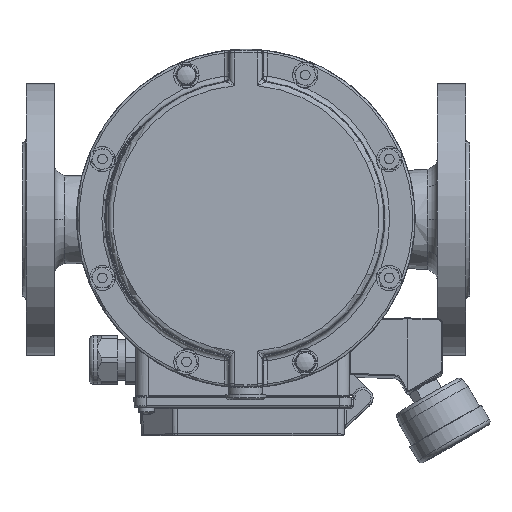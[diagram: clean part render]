
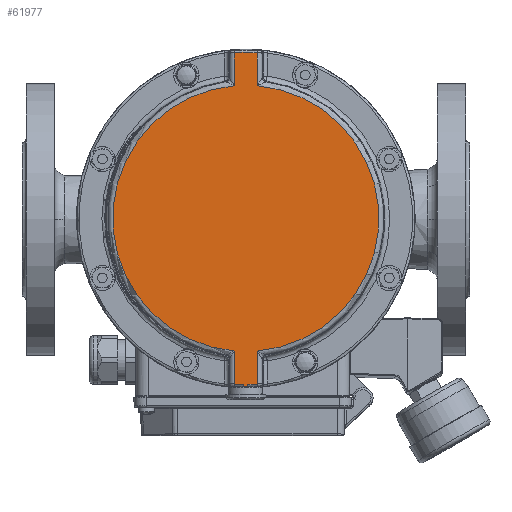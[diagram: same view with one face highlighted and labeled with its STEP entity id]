
A CAD part, top view. The second image highlights one B-rep face of the part: STEP entity #61977.
In plain terms, the highlighted planar face has unit normal (0, 0, 1).
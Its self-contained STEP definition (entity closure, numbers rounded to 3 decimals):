
#5004=PLANE('',#67492);
#8610=FACE_OUTER_BOUND('',#12423,.T.);
#12423=EDGE_LOOP('',(#53573,#53574,#53575,#53576,#53577,#53578,#53579,#53580,
#53581,#53582,#53583,#53584,#53585,#53586));
#16639=LINE('',#131960,#20505);
#16640=LINE('',#131985,#20506);
#16641=LINE('',#131988,#20507);
#16642=LINE('',#131990,#20508);
#16643=LINE('',#131994,#20509);
#16644=LINE('',#131996,#20510);
#20505=VECTOR('',#81755,16.326);
#20506=VECTOR('',#81758,16.326);
#20507=VECTOR('',#81761,16.326);
#20508=VECTOR('',#81762,0.903);
#20509=VECTOR('',#81767,0.903);
#20510=VECTOR('',#81768,16.326);
#23108=CIRCLE('',#67449,82.297);
#23118=CIRCLE('',#67460,82.297);
#23120=CIRCLE('',#67463,83.497);
#23122=CIRCLE('',#67466,82.297);
#23133=CIRCLE('',#67493,66.02);
#23134=CIRCLE('',#67494,0.3);
#23135=CIRCLE('',#67495,0.3);
#23136=CIRCLE('',#67496,66.02);
#28553=VERTEX_POINT('',#130020);
#28555=VERTEX_POINT('',#130056);
#28570=VERTEX_POINT('',#130546);
#28573=VERTEX_POINT('',#130583);
#28576=VERTEX_POINT('',#130614);
#28577=VERTEX_POINT('',#130617);
#28579=VERTEX_POINT('',#130656);
#28580=VERTEX_POINT('',#130658);
#28630=VERTEX_POINT('',#131959);
#28631=VERTEX_POINT('',#131984);
#28632=VERTEX_POINT('',#131986);
#28633=VERTEX_POINT('',#131989);
#28634=VERTEX_POINT('',#131992);
#28635=VERTEX_POINT('',#131995);
#37091=EDGE_CURVE('',#28555,#28553,#23108,.T.);
#37114=EDGE_CURVE('',#28573,#28570,#23118,.T.);
#37118=EDGE_CURVE('',#28576,#28577,#23120,.T.);
#37121=EDGE_CURVE('',#28580,#28579,#23122,.T.);
#37198=EDGE_CURVE('',#28553,#28630,#16639,.T.);
#37200=EDGE_CURVE('',#28631,#28555,#16640,.T.);
#37201=EDGE_CURVE('',#28630,#28632,#23133,.T.);
#37202=EDGE_CURVE('',#28632,#28580,#16641,.T.);
#37203=EDGE_CURVE('',#28579,#28633,#16642,.T.);
#37204=EDGE_CURVE('',#28633,#28576,#23134,.T.);
#37205=EDGE_CURVE('',#28577,#28634,#23135,.T.);
#37206=EDGE_CURVE('',#28634,#28573,#16643,.T.);
#37207=EDGE_CURVE('',#28570,#28635,#16644,.T.);
#37208=EDGE_CURVE('',#28635,#28631,#23136,.T.);
#53573=ORIENTED_EDGE('',*,*,#37200,.T.);
#53574=ORIENTED_EDGE('',*,*,#37091,.T.);
#53575=ORIENTED_EDGE('',*,*,#37198,.T.);
#53576=ORIENTED_EDGE('',*,*,#37201,.T.);
#53577=ORIENTED_EDGE('',*,*,#37202,.T.);
#53578=ORIENTED_EDGE('',*,*,#37121,.T.);
#53579=ORIENTED_EDGE('',*,*,#37203,.T.);
#53580=ORIENTED_EDGE('',*,*,#37204,.T.);
#53581=ORIENTED_EDGE('',*,*,#37118,.T.);
#53582=ORIENTED_EDGE('',*,*,#37205,.T.);
#53583=ORIENTED_EDGE('',*,*,#37206,.T.);
#53584=ORIENTED_EDGE('',*,*,#37114,.T.);
#53585=ORIENTED_EDGE('',*,*,#37207,.T.);
#53586=ORIENTED_EDGE('',*,*,#37208,.T.);
#61977=ADVANCED_FACE('',(#8610),#5004,.F.);
#67449=AXIS2_PLACEMENT_3D('',#130062,#81627,#81628);
#67460=AXIS2_PLACEMENT_3D('',#130611,#81649,#81650);
#67463=AXIS2_PLACEMENT_3D('',#130619,#81657,#81658);
#67466=AXIS2_PLACEMENT_3D('',#130659,#81663,#81664);
#67492=AXIS2_PLACEMENT_3D('',#131983,#81756,#81757);
#67493=AXIS2_PLACEMENT_3D('',#131987,#81759,#81760);
#67494=AXIS2_PLACEMENT_3D('',#131991,#81763,#81764);
#67495=AXIS2_PLACEMENT_3D('',#131993,#81765,#81766);
#67496=AXIS2_PLACEMENT_3D('',#131997,#81769,#81770);
#81627=DIRECTION('center_axis',(0.,0.,
1.));
#81628=DIRECTION('ref_axis',(1.,0.,0.));
#81649=DIRECTION('center_axis',(0.,0.,
1.));
#81650=DIRECTION('ref_axis',(1.,0.,0.));
#81657=DIRECTION('center_axis',(0.,0.,
1.));
#81658=DIRECTION('ref_axis',(-1.,0.,0.));
#81663=DIRECTION('center_axis',(0.,0.,
1.));
#81664=DIRECTION('ref_axis',(1.,0.,0.));
#81755=DIRECTION('',(0.,-1.,0.));
#81756=DIRECTION('center_axis',(0.,0.,
-1.));
#81757=DIRECTION('ref_axis',(1.,0.,0.));
#81758=DIRECTION('',(0.,1.,0.));
#81759=DIRECTION('center_axis',(0.,0.,
1.));
#81760=DIRECTION('ref_axis',(1.,0.,0.));
#81761=DIRECTION('',(0.,-1.,0.));
#81762=DIRECTION('',(0.,-1.,0.));
#81763=DIRECTION('center_axis',(0.,0.,
1.));
#81764=DIRECTION('ref_axis',(-1.,0.,0.));
#81765=DIRECTION('center_axis',(0.,0.,
1.));
#81766=DIRECTION('ref_axis',(1.,0.,0.));
#81767=DIRECTION('',(0.,1.,0.));
#81768=DIRECTION('',(0.,1.,0.));
#81769=DIRECTION('center_axis',(0.,0.,
1.));
#81770=DIRECTION('ref_axis',(1.,0.,0.));
#130020=CARTESIAN_POINT('',(-1.122,82.746,293.));
#130056=CARTESIAN_POINT('',(10.277,82.746,293.));
#130062=CARTESIAN_POINT('Origin',(4.577,0.646,293.));
#130546=CARTESIAN_POINT('',(10.277,-81.454,293.));
#130583=CARTESIAN_POINT('',(5.577,-81.645,293.));
#130611=CARTESIAN_POINT('Origin',(4.577,0.646,293.));
#130614=CARTESIAN_POINT('',(3.875,-82.848,293.));
#130617=CARTESIAN_POINT('',(5.28,-82.848,293.));
#130619=CARTESIAN_POINT('Origin',(4.577,0.646,293.));
#130656=CARTESIAN_POINT('',(3.577,-81.645,293.));
#130658=CARTESIAN_POINT('',(-1.122,-81.454,293.));
#130659=CARTESIAN_POINT('Origin',(4.577,0.646,293.));
#131959=CARTESIAN_POINT('',(-1.122,66.419,293.));
#131960=CARTESIAN_POINT('',(-1.122,0.646,293.));
#131983=CARTESIAN_POINT('Origin',(73.577,0.646,293.));
#131984=CARTESIAN_POINT('',(10.277,66.419,293.));
#131985=CARTESIAN_POINT('',(10.277,0.646,293.));
#131986=CARTESIAN_POINT('',(-1.122,-65.127,293.));
#131987=CARTESIAN_POINT('Origin',(4.577,0.646,293.));
#131988=CARTESIAN_POINT('',(-1.122,0.646,293.));
#131989=CARTESIAN_POINT('',(3.577,-82.548,293.));
#131990=CARTESIAN_POINT('',(3.577,-81.645,293.));
#131991=CARTESIAN_POINT('Origin',(3.877,-82.548,293.));
#131992=CARTESIAN_POINT('',(5.577,-82.548,293.));
#131993=CARTESIAN_POINT('Origin',(5.277,-82.548,293.));
#131994=CARTESIAN_POINT('',(5.577,-81.645,293.));
#131995=CARTESIAN_POINT('',(10.277,-65.127,293.));
#131996=CARTESIAN_POINT('',(10.277,0.646,293.));
#131997=CARTESIAN_POINT('Origin',(4.577,0.646,293.));
